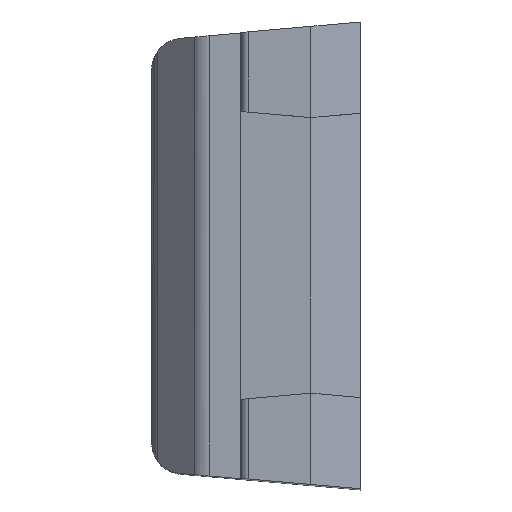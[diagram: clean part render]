
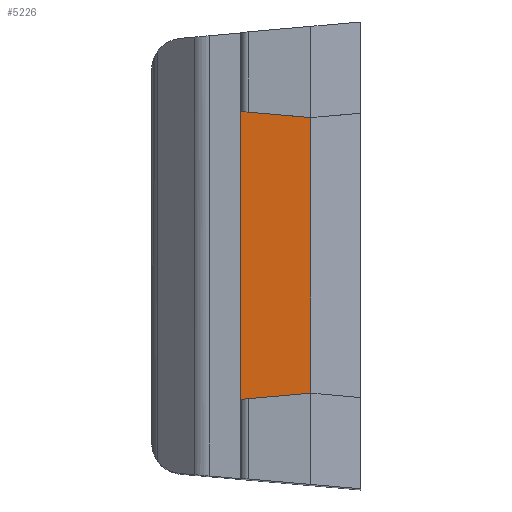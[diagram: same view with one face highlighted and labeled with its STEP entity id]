
A CAD part, top view. The second image highlights one B-rep face of the part: STEP entity #5226.
In plain terms, the highlighted planar face has unit normal (-0.087, 0, 0.996).
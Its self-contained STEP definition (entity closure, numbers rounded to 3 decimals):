
#247=LINE('',#7921,#741);
#248=LINE('',#7924,#742);
#249=LINE('',#7926,#743);
#250=LINE('',#7927,#744);
#741=VECTOR('',#6175,1.);
#742=VECTOR('',#6178,1.);
#743=VECTOR('',#6179,1.);
#744=VECTOR('',#6180,1.);
#1235=PLANE('',#5564);
#1407=FACE_OUTER_BOUND('',#1722,.T.);
#1722=EDGE_LOOP('',(#3679,#3680,#3681,#3682));
#2356=VERTEX_POINT('',#7915);
#2358=VERTEX_POINT('',#7919);
#2359=VERTEX_POINT('',#7923);
#2360=VERTEX_POINT('',#7925);
#2892=EDGE_CURVE('',#2356,#2358,#247,.T.);
#2893=EDGE_CURVE('',#2356,#2359,#248,.T.);
#2894=EDGE_CURVE('',#2360,#2358,#249,.T.);
#2895=EDGE_CURVE('',#2359,#2360,#250,.T.);
#3679=ORIENTED_EDGE('',*,*,#2893,.F.);
#3680=ORIENTED_EDGE('',*,*,#2892,.T.);
#3681=ORIENTED_EDGE('',*,*,#2894,.F.);
#3682=ORIENTED_EDGE('',*,*,#2895,.F.);
#5226=ADVANCED_FACE('',(#1407),#1235,.T.);
#5564=AXIS2_PLACEMENT_3D('',#7922,#6176,#6177);
#6175=DIRECTION('',(0.,1.,0.));
#6176=DIRECTION('center_axis',(-0.087,0.,0.996));
#6177=DIRECTION('ref_axis',(0.,1.,0.));
#6178=DIRECTION('',(-0.992,-0.087,-0.087));
#6179=DIRECTION('',(0.992,-0.087,0.087));
#6180=DIRECTION('',(0.,1.,0.));
#7915=CARTESIAN_POINT('',(1.712,-3.1,19.499));
#7919=CARTESIAN_POINT('',(1.712,3.1,19.499));
#7921=CARTESIAN_POINT('',(1.712,-3.238,19.499));
#7922=CARTESIAN_POINT('Origin',(1.712,-3.238,19.499));
#7923=CARTESIAN_POINT('',(0.133,-3.238,19.361));
#7924=CARTESIAN_POINT('',(1.701,-3.101,19.498));
#7925=CARTESIAN_POINT('',(0.133,3.238,19.361));
#7926=CARTESIAN_POINT('',(1.98,3.077,19.522));
#7927=CARTESIAN_POINT('',(0.133,-4.244,19.361));
